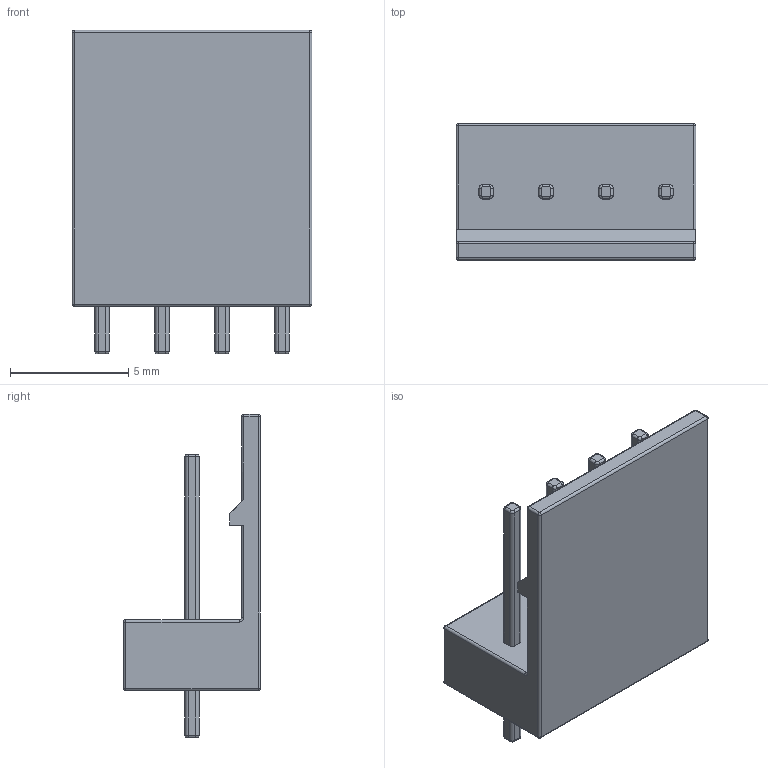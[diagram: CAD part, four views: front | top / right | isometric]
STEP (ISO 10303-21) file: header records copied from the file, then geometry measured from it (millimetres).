
FILE_DESCRIPTION (( 'STEP AP214' ), '1' );
FILE_NAME ('2510-4.STEP', '2012-08-20T02:51:57', ( 'User' ), ( 'Microsoft' ), 'SwSTEP 2.0', 'SolidWorks 2011', '' );
FILE_SCHEMA (( 'AUTOMOTIVE_DESIGN' ));
Length unit declared in the file: millimetre
Products named in the file (1): 2510-4
Bounding box: 10.16 x 5.8 x 13.7 mm (x, y, z)
Volume: 263.3 mm3; surface area: 483.1 mm2
Topology: 1 solids, 1 shells, 180 faces, 422 edges, 242 vertices
Faces by surface type: cylinder 84, plane 52, torus 34, sphere 10
Entity records: 5550 total; most frequent: DIRECTION 972, CARTESIAN_POINT 841, ORIENTED_EDGE 824, EDGE_CURVE 412, AXIS2_PLACEMENT_3D 381, VERTEX_POINT 242, LINE 210, VECTOR 210
